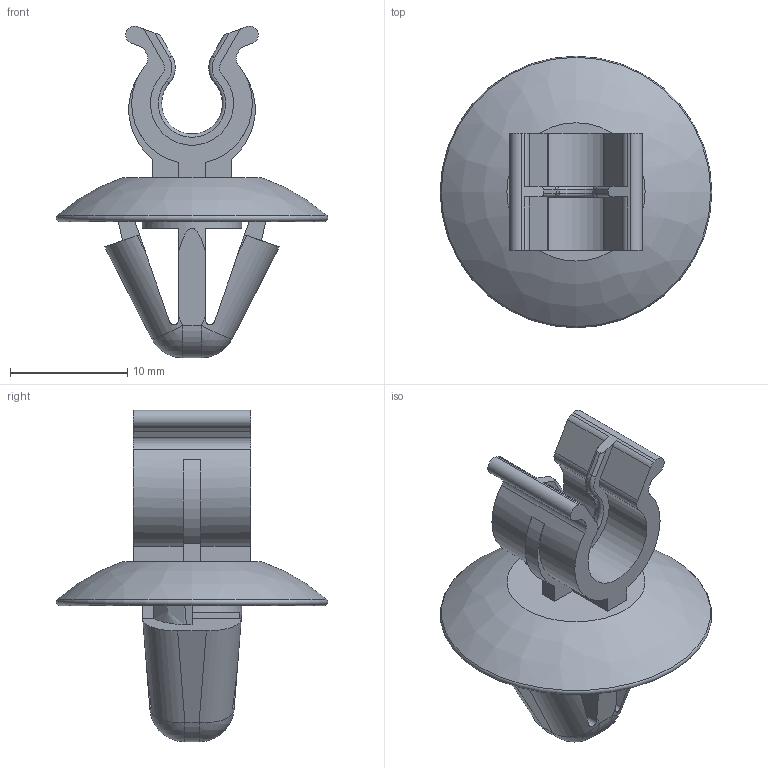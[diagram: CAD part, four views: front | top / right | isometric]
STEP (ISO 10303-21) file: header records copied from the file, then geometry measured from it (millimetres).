
FILE_DESCRIPTION(/* description */ (''),/* implementation_level */ '2;1');
FILE_NAME(/* name */ 'PANDUIT_CTH19.stp',/* time_stamp */ '2013-09-19T12:29:02-05:00',/* author */ (''),/* organization */ (''),/* preprocessor_version */ 'ST-DEVELOPER v11',/* originating_system */ 'SIEMENS PLM Software NX 7.5',/* authorisation */ '');
FILE_SCHEMA (('CONFIG_CONTROL_DESIGN'));
Length unit declared in the file: inch
Products named in the file (1): bwg410Edruk
Bounding box: 23.2 x 23.2 x 28.31 mm (x, y, z)
Volume: 1533.8 mm3; surface area: 2534.2 mm2
Topology: 3 solids, 3 shells, 110 faces, 293 edges, 185 vertices
Faces by surface type: plane 56, cylinder 38, torus 8, bspline 4, sphere 4
Entity records: 3648 total; most frequent: CARTESIAN_POINT 808, DIRECTION 592, ORIENTED_EDGE 570, EDGE_CURVE 285, AXIS2_PLACEMENT_3D 209, VERTEX_POINT 185, LINE 174, VECTOR 174
